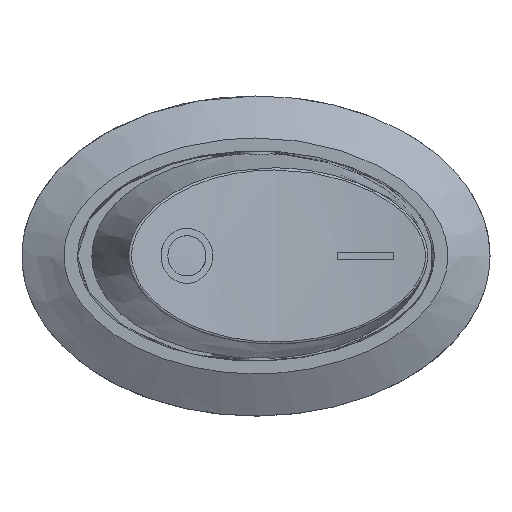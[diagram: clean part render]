
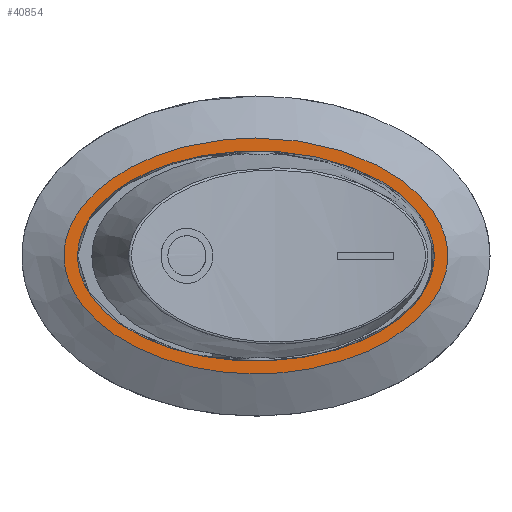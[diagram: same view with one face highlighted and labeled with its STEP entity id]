
A CAD part, top view. The second image highlights one B-rep face of the part: STEP entity #40854.
In plain terms, the highlighted planar face has unit normal (0, 0, 1).
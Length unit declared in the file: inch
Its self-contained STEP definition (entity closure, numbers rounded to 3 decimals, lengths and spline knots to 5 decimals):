
#40537=CARTESIAN_POINT('',(-0.38386,0.,0.61024));
#40538=VERTEX_POINT('',#40537);
#40545=CARTESIAN_POINT('',(0.0,0.0,0.61024));
#40546=DIRECTION('',(0.0,0.0,-1.0));
#40547=DIRECTION('',(1.0,0.0,0.0));
#40548=AXIS2_PLACEMENT_3D('',#40545,#40546,#40547);
#40549=ELLIPSE('',#40548,0.38386,0.22638);
#40550=EDGE_CURVE('',#40538,#40538,#40549,.T.);
#40725=CARTESIAN_POINT('',(0.,0.25391,0.61024));
#40726=VERTEX_POINT('',#40725);
#40735=CARTESIAN_POINT('',(0.,0.25391,0.61024));
#40736=CARTESIAN_POINT('',(0.01719,0.25391,0.61024));
#40737=CARTESIAN_POINT('',(0.05057,0.25298,0.61024));
#40738=CARTESIAN_POINT('',(0.12724,0.24322,0.61024));
#40739=CARTESIAN_POINT('',(0.21283,0.21917,0.61024));
#40740=CARTESIAN_POINT('',(0.29068,0.18145,0.61024));
#40741=CARTESIAN_POINT('',(0.34101,0.14325,0.61024));
#40742=CARTESIAN_POINT('',(0.37527,0.10551,0.61024));
#40743=CARTESIAN_POINT('',(0.39593,0.07356,0.61024));
#40744=CARTESIAN_POINT('',(0.40995,0.0381,0.61024));
#40745=CARTESIAN_POINT('',(0.41693,-0.01286,0.61024));
#40746=CARTESIAN_POINT('',(0.39683,-0.08394,0.61024));
#40747=CARTESIAN_POINT('',(0.30979,-0.17953,0.61024));
#40748=CARTESIAN_POINT('',(0.12032,-0.25998,0.61024));
#40749=CARTESIAN_POINT('',(-0.1033,-0.26024,0.61024));
#40750=CARTESIAN_POINT('',(-0.27005,-0.19652,0.61024));
#40751=CARTESIAN_POINT('',(-0.35128,-0.13558,0.61024));
#40752=CARTESIAN_POINT('',(-0.39926,-0.0755,0.61024));
#40753=CARTESIAN_POINT('',(-0.41693,-0.01286,0.61024));
#40754=CARTESIAN_POINT('',(-0.40995,0.0381,0.61024));
#40755=CARTESIAN_POINT('',(-0.39125,0.08541,0.61024));
#40756=CARTESIAN_POINT('',(-0.35126,0.13561,0.61024));
#40757=CARTESIAN_POINT('',(-0.30048,0.17386,0.61024));
#40758=CARTESIAN_POINT('',(-0.25201,0.20027,0.61024));
#40759=CARTESIAN_POINT('',(-0.19835,0.2232,0.61024));
#40760=CARTESIAN_POINT('',(-0.12738,0.24321,0.61024));
#40761=CARTESIAN_POINT('',(-0.05049,0.25299,0.61024));
#40762=CARTESIAN_POINT('',(-0.0172,0.25391,0.61024));
#40763=CARTESIAN_POINT('',(0.,0.25391,0.61024));
#40764=B_SPLINE_CURVE_WITH_KNOTS('',3,(#40735,#40736,#40737,#40738,#40739,#40740,#40741,#40742,#40743,#40744,#40745,#40746,#40747,#40748,#40749,#40750,#40751,#40752,#40753,#40754,#40755,#40756,#40757,#40758,#40759,#40760,#40761,#40762,#40763),.UNSPECIFIED.,.T.,.U.,(4,1,1,1,1,1,1,1,1,1,1,1,1,1,1,1,1,1,1,1,1,1,1,1,1,1,4),(0.0,0.03571,0.07143,0.10714,0.14285,0.17857,0.19643,0.21428,0.23214,0.25,0.28571,0.33333,0.42857,0.57143,0.64286,0.67857,0.71429,0.75,0.76786,0.78571,0.82143,0.85714,0.875,0.89286,0.92857,0.96429,1.0),.UNSPECIFIED.);
#40765=EDGE_CURVE('',#40726,#40726,#40764,.T.);
#40843=CARTESIAN_POINT('',(0.45476,-0.27924,0.61024));
#40844=DIRECTION('',(0.0,0.0,-1.0));
#40845=DIRECTION('',(-1.0,0.0,0.0));
#40846=AXIS2_PLACEMENT_3D('',#40843,#40844,#40845);
#40847=PLANE('',#40846);
#40848=ORIENTED_EDGE('',*,*,#40765,.F.);
#40849=EDGE_LOOP('',(#40848));
#40850=FACE_OUTER_BOUND('',#40849,.T.);
#40851=ORIENTED_EDGE('',*,*,#40550,.T.);
#40852=EDGE_LOOP('',(#40851));
#40853=FACE_BOUND('',#40852,.T.);
#40854=ADVANCED_FACE('',(#40850,#40853),#40847,.F.);
